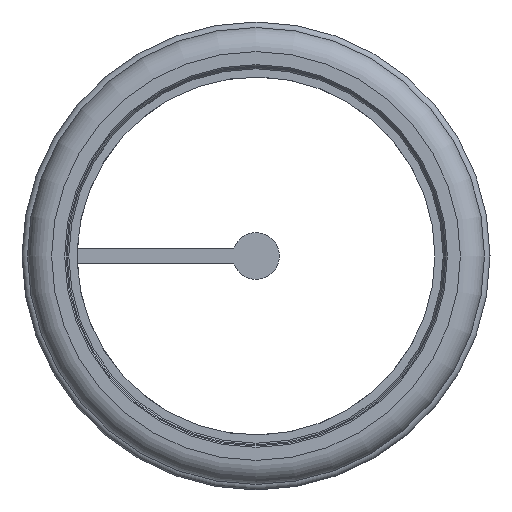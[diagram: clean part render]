
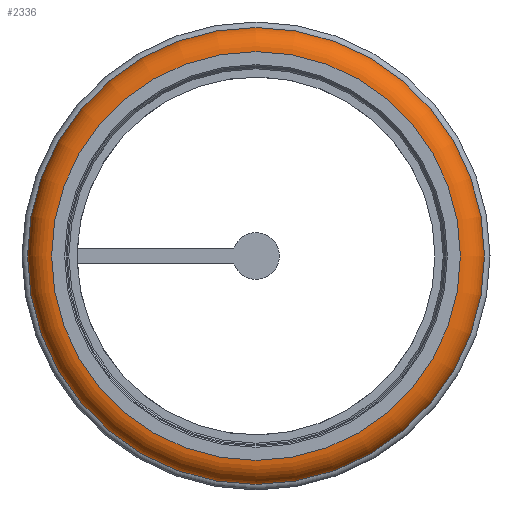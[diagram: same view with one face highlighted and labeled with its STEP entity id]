
A CAD part, left-side view. The second image highlights one B-rep face of the part: STEP entity #2336.
In plain terms, the highlighted toroidal (fillet/blend) face has major radius 59.4 mm and minor radius 7 mm.
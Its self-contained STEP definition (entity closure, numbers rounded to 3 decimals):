
#26=TOROIDAL_SURFACE($,#2573,59.4,7.);
#137=FACE_BOUND($,#597,.T.);
#421=FACE_OUTER_BOUND($,#596,.T.);
#596=EDGE_LOOP($,(#1757));
#597=EDGE_LOOP($,(#1758));
#1055=CIRCLE($,#2571,64.762);
#1057=CIRCLE($,#2574,59.4);
#1283=VERTEX_POINT($,#3961);
#1285=VERTEX_POINT($,#3966);
#1515=EDGE_CURVE($,#1283,#1283,#1055,.T.);
#1517=EDGE_CURVE($,#1285,#1285,#1057,.T.);
#1757=ORIENTED_EDGE($,*,*,#1517,.F.);
#1758=ORIENTED_EDGE($,*,*,#1515,.T.);
#2336=ADVANCED_FACE($,(#421,#137),#26,.T.);
#2571=AXIS2_PLACEMENT_3D($,#3962,#3046,#3047);
#2573=AXIS2_PLACEMENT_3D($,#3965,#3050,#3051);
#2574=AXIS2_PLACEMENT_3D($,#3967,#3052,#3053);
#3046=DIRECTION('center_axis',(-1.,0.,0.));
#3047=DIRECTION('ref_axis',(0.,0.,1.));
#3050=DIRECTION('center_axis',(-1.,0.,0.));
#3051=DIRECTION('ref_axis',(0.,0.,1.));
#3052=DIRECTION('center_axis',(-1.,0.,0.));
#3053=DIRECTION('ref_axis',(0.,0.,1.));
#3961=CARTESIAN_POINT('',(11.5,0.,64.762));
#3962=CARTESIAN_POINT('Origin',(11.5,0.,0.));
#3965=CARTESIAN_POINT('Origin',(7.,0.,0.));
#3966=CARTESIAN_POINT('',(0.,0.,59.4));
#3967=CARTESIAN_POINT('Origin',(0.,0.,0.));
